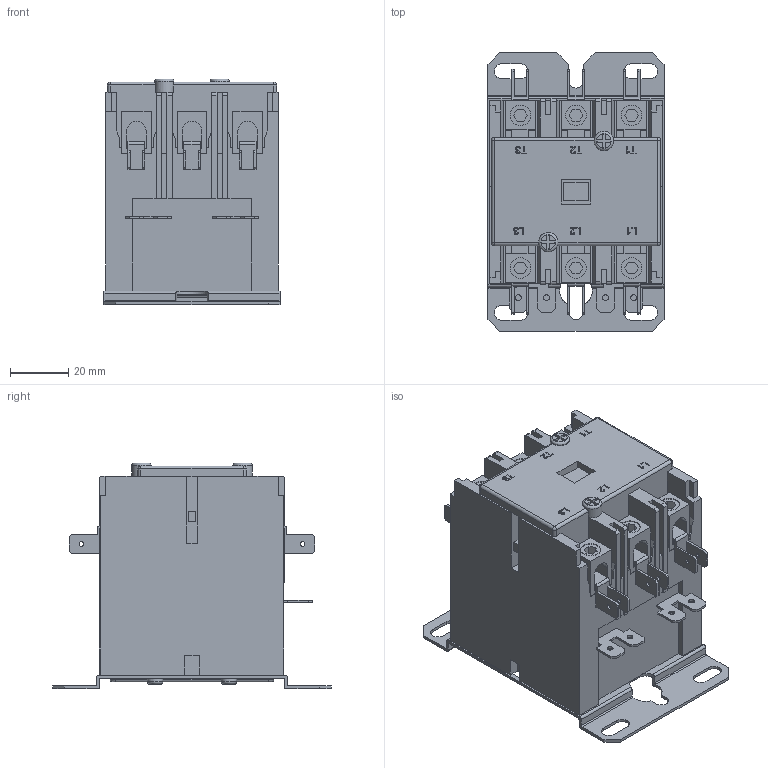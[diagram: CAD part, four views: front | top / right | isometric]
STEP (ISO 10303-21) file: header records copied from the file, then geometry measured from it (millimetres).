
FILE_DESCRIPTION(/* description */ ('Definite Purpose Contactor - 3 Pole, 40A, 120VAC','CAx-IF Rec.Pracs.---Representation and Presentation of Product Manufacturing Information (PMI)---4.0---2014-10-13'),/* implementation_level */ '2;1');
FILE_NAME(/* name */ '280-D40N3XXX.stp',/* time_stamp */ '2020-02-28T16:47:41-05:00',/* author */ ('cbunnell'),/* organization */ (''),/* preprocessor_version */ 'ST-DEVELOPER v18',/* originating_system */ 'Autodesk Inventor 2020',/* authorisation */ '');
FILE_SCHEMA (('AP242_MANAGED_MODEL_BASED_3D_ENGINEERING_MIM_LF { 1 0 10303 442 1 1 4 }'));
Length unit declared in the file: millimetre
Products named in the file (1): 12C20062X01
Bounding box: 60.2 x 95.25 x 77.2 mm (x, y, z)
Volume: 244050.2 mm3; surface area: 44072.1 mm2
Topology: 1 solids, 1 shells, 767 faces, 2483 edges, 2047 vertices
Faces by surface type: plane 604, cylinder 99, bspline 50, torus 10, sphere 4
Full cylindrical faces by diameter (mm): 1.6 x12, 2 x4, 5.3 x4, 6.6 x2, 7 x6
Entity records: 27096 total; most frequent: CARTESIAN_POINT 5765, ORIENTED_EDGE 4340, DIRECTION 3842, EDGE_CURVE 2170, LINE 1804, VECTOR 1804, VERTEX_POINT 1438, AXIS2_PLACEMENT_3D 1019
